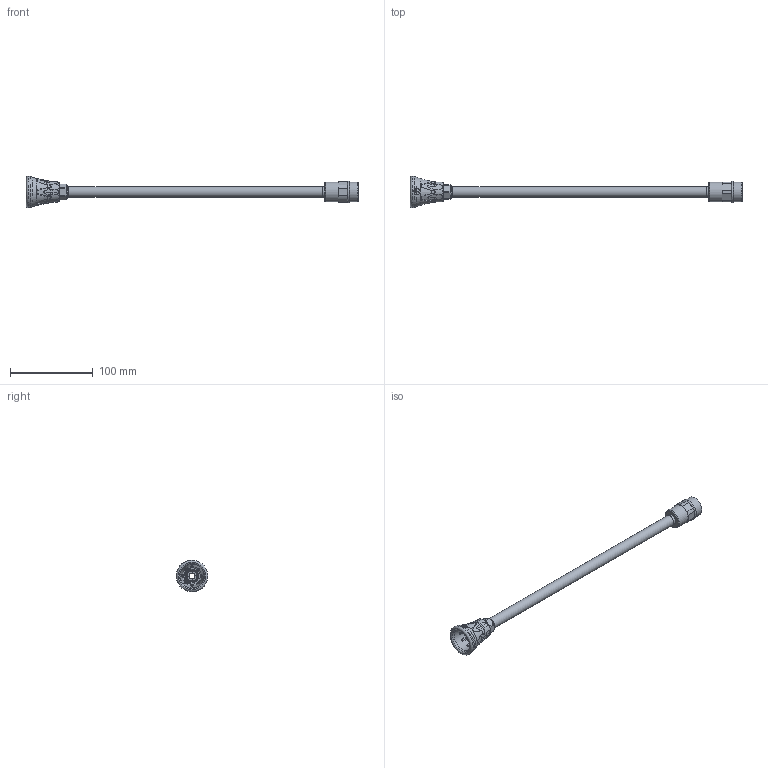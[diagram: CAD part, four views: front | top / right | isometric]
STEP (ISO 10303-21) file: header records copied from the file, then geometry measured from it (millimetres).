
FILE_DESCRIPTION(/* description */ ('Unknown'),/* implementation_level */ '2;1');
FILE_NAME(/* name */ '203600470',/* time_stamp */ '2021-03-16T07:42:19+01:00',/* author */ ('Unknown'),/* organization */ ('Unknown'),/* preprocessor_version */ 'ST-DEVELOPER v16.7',/* originating_system */ 'Solid Edge',/* authorisation */ 'Unknown');
FILE_SCHEMA (('AUTOMOTIVE_DESIGN {1 0 10303 214 3 1 1}'));
Length unit declared in the file: millimetre
Products named in the file (8): 20 3600 470_Lanze-600bar-G1_4; 07-0337_Niro_Düsenrohr-337mm; 05-1000_O-Ring 21x2,5 EPDM 70 Shore; 05-0135_Dichtring DIN 7603_Form_A_8x11-5x1; 20 0010 720_ST-10_Düsenschutz_2K_sw-rt-Niro; 02-11520_Düsenschutz-ST10_sw-rt; 04-1105_3_Muffe_Düsenschutz-2K; 04-6764_Gegennippel-D15-G1_4IG
Assembly tree (8 placements, depth 3):
  20 3600 470_Lanze-600bar-G1_4
    07-0337_Niro_Düsenrohr-337mm
    05-1000_O-Ring 21x2,5 EPDM 70 Shore
    05-0135_Dichtring DIN 7603_Form_A_8x11-5x1  x2
    20 0010 720_ST-10_Düsenschutz_2K_sw-rt-Niro
      02-11520_Düsenschutz-ST10_sw-rt
      04-1105_3_Muffe_Düsenschutz-2K
    04-6764_Gegennippel-D15-G1_4IG
Bounding box: 402 x 37.96 x 37.96 mm (x, y, z)
Volume: 57309.4 mm3; surface area: 39103.7 mm2
Topology: 7 solids, 7 shells, 638 faces, 1719 edges, 1092 vertices
Faces by surface type: plane 235, bspline 215, cylinder 87, torus 63, cone 22, sphere 16
Full cylindrical faces by diameter (mm): 8 x4, 11 x2, 11.4 x2, 11.5 x1, 11.6 x1, 11.82 x2, 11.862 x1, 13 x1, 13.16 x2, 14 x1, 15 x1, 16 x1, 16.8 x3, 17 x1, 19 x1, 21.7 x1, 23.8 x1, 24 x1
Entity records: 35060 total; most frequent: CARTESIAN_POINT 17287, ORIENTED_EDGE 3184, DIRECTION 1980, EDGE_CURVE 1592, VERTEX_POINT 1064, FACE_BOUND 734, EDGE_LOOP 733, AXIS2_PLACEMENT_3D 711
